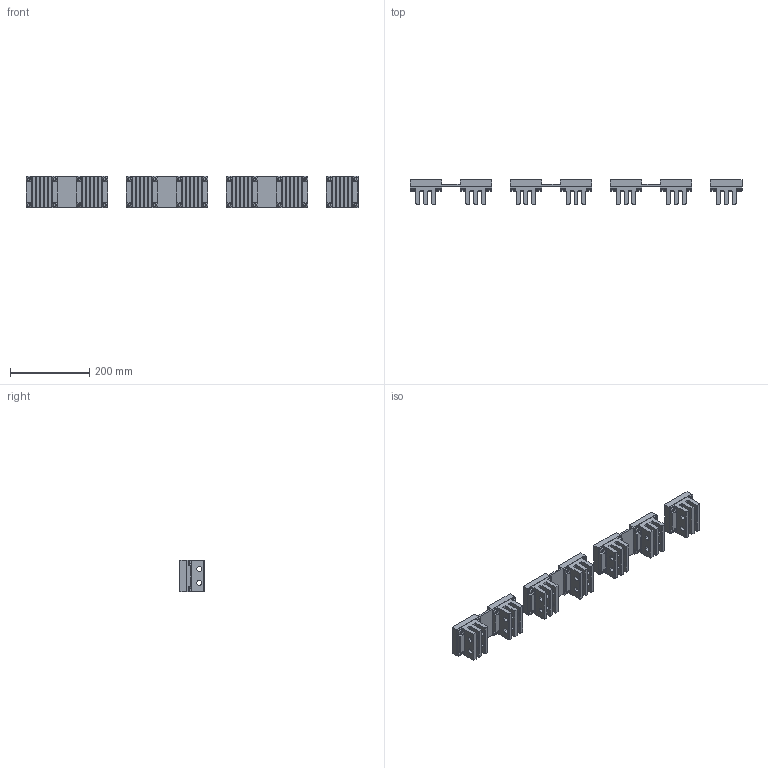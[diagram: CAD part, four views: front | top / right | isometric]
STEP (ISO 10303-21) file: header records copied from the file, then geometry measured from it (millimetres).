
FILE_DESCRIPTION(('CATIA V5 STEP Exchange'),'2;1');
FILE_NAME('1SDH001252R0288_1PA_001_01_E6.2_IV_F_TERMINALS_VR_UPPER_6300A.stp','2014-03-07T08:10:01+00:00',('none'),('none'),'CATIA Version 5 Release 20 SP 1 (IN-10)','CATIA V5 STEP AP214','none');
FILE_SCHEMA(('AUTOMOTIVE_DESIGN { 1 0 10303 214 1 1 1 1 }'));
Length unit declared in the file: millimetre
Products named in the file (1): 1SDH001252R0288_1PA_001_01_E6.2_IV_F_TERMINALS_VR_UPPER_6300A
Bounding box: 836 x 61 x 80 mm (x, y, z)
Volume: 1721214.1 mm3; surface area: 438176.9 mm2
Topology: 39 solids, 39 shells, 1226 faces, 3080 edges, 2016 vertices
Faces by surface type: cylinder 560, plane 554, revolution 56, torus 56
Entity records: 35162 total; most frequent: CARTESIAN_POINT 6632, ORIENTED_EDGE 6160, DIRECTION 4680, EDGE_CURVE 3080, AXIS2_PLACEMENT_3D 2110, VERTEX_POINT 2016, VECTOR 1694, LINE 1694
